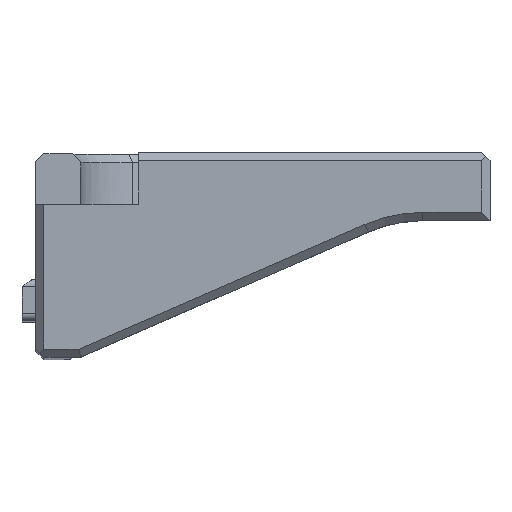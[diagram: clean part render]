
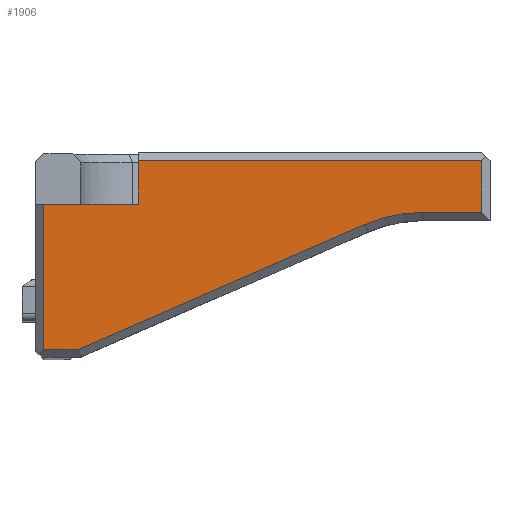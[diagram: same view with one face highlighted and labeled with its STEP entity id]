
A CAD part, top view. The second image highlights one B-rep face of the part: STEP entity #1906.
In plain terms, the highlighted planar face has unit normal (0, 0, 1).
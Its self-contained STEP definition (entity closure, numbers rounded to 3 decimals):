
#119 = EDGE_CURVE ( 'NONE', #144, #177, #2159, .T. ) ;
#144 = VERTEX_POINT ( 'NONE', #1095 ) ;
#149 = ORIENTED_EDGE ( 'NONE', *, *, #846, .T. ) ;
#157 = CARTESIAN_POINT ( 'NONE',  ( 0.6, -3.8, -109.427 ) ) ;
#177 = VERTEX_POINT ( 'NONE', #3599 ) ;
#271 = VERTEX_POINT ( 'NONE', #3669 ) ;
#335 = CARTESIAN_POINT ( 'NONE',  ( 0.6, -15., -109.427 ) ) ;
#410 = DIRECTION ( 'NONE',  ( 0., -1., 0. ) ) ;
#424 = AXIS2_PLACEMENT_3D ( 'NONE', #4554, #765, #3937 ) ;
#480 = ORIENTED_EDGE ( 'NONE', *, *, #119, .F. ) ;
#506 = CARTESIAN_POINT ( 'NONE',  ( 32.655, -0.6, -109.427 ) ) ;
#566 = CARTESIAN_POINT ( 'NONE',  ( 24.105, -5.282, -109.427 ) ) ;
#765 = DIRECTION ( 'NONE',  ( 0., 0., 1. ) ) ;
#789 = LINE ( 'NONE', #1135, #2764 ) ;
#846 = EDGE_CURVE ( 'NONE', #1699, #3446, #1754, .T. ) ;
#877 = LINE ( 'NONE', #3629, #4107 ) ;
#979 = VECTOR ( 'NONE', #2110, 1000. ) ;
#1095 = CARTESIAN_POINT ( 'NONE',  ( 7.5, -3.8, -109.427 ) ) ;
#1135 = CARTESIAN_POINT ( 'NONE',  ( 7.5, -3.8, -109.427 ) ) ;
#1153 = VECTOR ( 'NONE', #1855, 1000. ) ;
#1205 = VECTOR ( 'NONE', #1305, 1000. ) ;
#1305 = DIRECTION ( 'NONE',  ( 0.917, 0.399, 0. ) ) ;
#1310 = ORIENTED_EDGE ( 'NONE', *, *, #4258, .T. ) ;
#1311 = CARTESIAN_POINT ( 'NONE',  ( 0., -0.6, -109.427 ) ) ;
#1351 = CIRCLE ( 'NONE', #4137, 10.6 ) ;
#1496 = VECTOR ( 'NONE', #2998, 1000. ) ;
#1650 = LINE ( 'NONE', #3044, #1205 ) ;
#1683 = VERTEX_POINT ( 'NONE', #2315 ) ;
#1699 = VERTEX_POINT ( 'NONE', #157 ) ;
#1754 = LINE ( 'NONE', #335, #2112 ) ;
#1802 = PLANE ( 'NONE',  #424 ) ;
#1855 = DIRECTION ( 'NONE',  ( 0., 1., 0. ) ) ;
#1886 = DIRECTION ( 'NONE',  ( 1., 0., 0. ) ) ;
#1906 = ADVANCED_FACE ( 'NONE', ( #4235 ), #1802, .T. ) ;
#1963 = CARTESIAN_POINT ( 'NONE',  ( 32.655, -4.4, -109.427 ) ) ;
#2011 = ORIENTED_EDGE ( 'NONE', *, *, #4227, .T. ) ;
#2050 = LINE ( 'NONE', #3090, #3849 ) ;
#2110 = DIRECTION ( 'NONE',  ( -1., 0., 0. ) ) ;
#2112 = VECTOR ( 'NONE', #410, 1000. ) ;
#2121 = VERTEX_POINT ( 'NONE', #506 ) ;
#2159 = LINE ( 'NONE', #3532, #1153 ) ;
#2192 = DIRECTION ( 'NONE',  ( 1., 0., 0. ) ) ;
#2197 = DIRECTION ( 'NONE',  ( -1., 0., 0. ) ) ;
#2315 = CARTESIAN_POINT ( 'NONE',  ( 28.339, -4.4, -109.427 ) ) ;
#2322 = ORIENTED_EDGE ( 'NONE', *, *, #3308, .T. ) ;
#2370 = CARTESIAN_POINT ( 'NONE',  ( 0.6, -14.4, -109.427 ) ) ;
#2440 = EDGE_CURVE ( 'NONE', #1683, #3089, #877, .T. ) ;
#2676 = ORIENTED_EDGE ( 'NONE', *, *, #4003, .T. ) ;
#2755 = DIRECTION ( 'NONE',  ( 0., 1., 0. ) ) ;
#2764 = VECTOR ( 'NONE', #2197, 1000. ) ;
#2820 = EDGE_CURVE ( 'NONE', #144, #1699, #789, .T. ) ;
#2873 = CARTESIAN_POINT ( 'NONE',  ( 28.339, -15., -109.427 ) ) ;
#2894 = ORIENTED_EDGE ( 'NONE', *, *, #2440, .T. ) ;
#2998 = DIRECTION ( 'NONE',  ( 1., 0., 0. ) ) ;
#3044 = CARTESIAN_POINT ( 'NONE',  ( 24.105, -5.282, -109.427 ) ) ;
#3089 = VERTEX_POINT ( 'NONE', #1963 ) ;
#3090 = CARTESIAN_POINT ( 'NONE',  ( 32.655, -15., -109.427 ) ) ;
#3308 = EDGE_CURVE ( 'NONE', #3972, #1683, #1351, .T. ) ;
#3333 = ORIENTED_EDGE ( 'NONE', *, *, #3601, .T. ) ;
#3392 = CARTESIAN_POINT ( 'NONE',  ( 3.3, -14.4, -109.427 ) ) ;
#3446 = VERTEX_POINT ( 'NONE', #2370 ) ;
#3532 = CARTESIAN_POINT ( 'NONE',  ( 7.5, -72.448, -109.427 ) ) ;
#3599 = CARTESIAN_POINT ( 'NONE',  ( 7.5, -0.6, -109.427 ) ) ;
#3601 = EDGE_CURVE ( 'NONE', #3089, #2121, #2050, .T. ) ;
#3629 = CARTESIAN_POINT ( 'NONE',  ( 33.255, -4.4, -109.427 ) ) ;
#3669 = CARTESIAN_POINT ( 'NONE',  ( 3.175, -14.4, -109.427 ) ) ;
#3745 = LINE ( 'NONE', #1311, #979 ) ;
#3849 = VECTOR ( 'NONE', #2755, 1000. ) ;
#3890 = DIRECTION ( 'NONE',  ( 0., 0., -1. ) ) ;
#3937 = DIRECTION ( 'NONE',  ( 1., 0., 0. ) ) ;
#3972 = VERTEX_POINT ( 'NONE', #566 ) ;
#4003 = EDGE_CURVE ( 'NONE', #2121, #177, #3745, .T. ) ;
#4100 = EDGE_LOOP ( 'NONE', ( #480, #4455, #149, #2011, #1310, #2322, #2894, #3333, #2676 ) ) ;
#4107 = VECTOR ( 'NONE', #1886, 1000. ) ;
#4137 = AXIS2_PLACEMENT_3D ( 'NONE', #2873, #3890, #2192 ) ;
#4227 = EDGE_CURVE ( 'NONE', #3446, #271, #4490, .T. ) ;
#4235 = FACE_OUTER_BOUND ( 'NONE', #4100, .T. ) ;
#4258 = EDGE_CURVE ( 'NONE', #271, #3972, #1650, .T. ) ;
#4455 = ORIENTED_EDGE ( 'NONE', *, *, #2820, .T. ) ;
#4490 = LINE ( 'NONE', #3392, #1496 ) ;
#4554 = CARTESIAN_POINT ( 'NONE',  ( 0., -15., -109.427 ) ) ;
